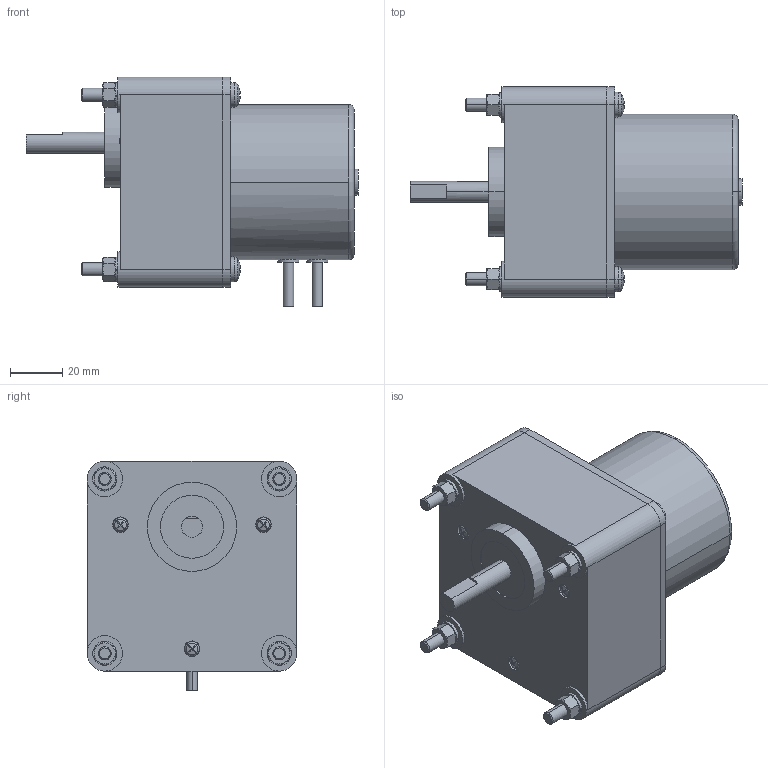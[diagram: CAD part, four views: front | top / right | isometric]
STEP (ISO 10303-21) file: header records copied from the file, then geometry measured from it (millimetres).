
FILE_DESCRIPTION(('starvars output'),'2;1');
FILE_NAME('sr60-8hp188-1800.stp','13:37:07 2014/09/11',( 'Thomas Industrial Network Germany GmbH'),( 'Thomas Industrial Network Germany GmbH'),'unknown preprocess','ACIS' ,'unknown authorization');
FILE_SCHEMA(('AUTOMOTIVE_DESIGN_CC2 {UNKNOWN IMPLEMENTATION LEVEL}'));
Length unit declared in the file: millimetre
Products named in the file (1): PRODUCT_ID_2
Bounding box: 126.5 x 80 x 87.5 mm (x, y, z)
Volume: 406947 mm3; surface area: 38324.1 mm2
Topology: 1 solids, 1 shells, 353 faces, 829 edges, 506 vertices
Faces by surface type: plane 161, cone 86, cylinder 76, torus 16, bspline 14
Entity records: 11872 total; most frequent: CARTESIAN_POINT 2433, ORIENTED_EDGE 1658, DIRECTION 998, EDGE_CURVE 829, VERTEX_POINT 506, EDGE_LOOP 389, FACE_BOUND 389, STYLED_ITEM 354
